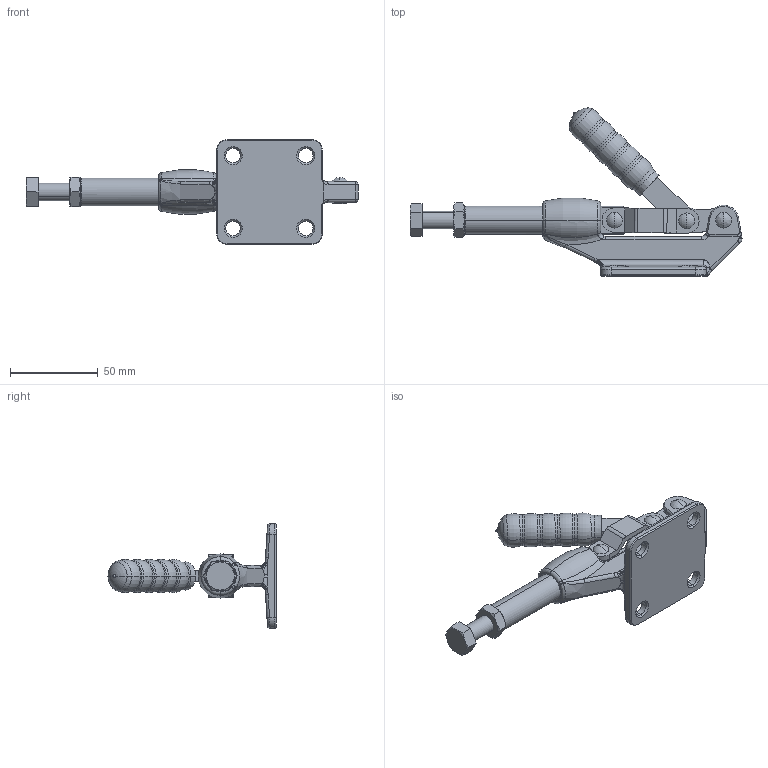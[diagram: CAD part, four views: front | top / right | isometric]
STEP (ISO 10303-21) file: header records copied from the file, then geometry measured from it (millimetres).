
FILE_DESCRIPTION (( 'STEP AP214' ), '1' );
FILE_NAME ('GH-304-EMSS(Â²¤Æ)-1.STEP', '2020-05-28T09:29:19', ( 'LinWei' ), ( '' ), 'SwSTEP 2.0', 'SolidWorks 2016', '' );
FILE_SCHEMA (( 'AUTOMOTIVE_DESIGN' ));
Length unit declared in the file: millimetre
Products named in the file (6): 4304EM 33-1^GH-304-EMSS(簡化)-1; Group5^GH-304-EMSS(簡化)-1; Group2^GH-304-EMSS(簡化)-1; Group1^GH-304-EMSS(簡化)-1; Group4^GH-304-EMSS(簡化)-1; GH-304-EMSS(簡化)-1
Assembly tree (5 placements, depth 2):
  GH-304-EMSS(簡化)-1
    Group4^GH-304-EMSS(簡化)-1
    Group1^GH-304-EMSS(簡化)-1
    Group2^GH-304-EMSS(簡化)-1
    Group5^GH-304-EMSS(簡化)-1
    4304EM 33-1^GH-304-EMSS(簡化)-1
Bounding box: 189.11 x 95.73 x 59.6 mm (x, y, z)
Volume: 83838.3 mm3; surface area: 36515.4 mm2
Topology: 4 solids, 6 shells, 371 faces, 883 edges, 533 vertices
Faces by surface type: cylinder 102, plane 83, torus 68, bspline 62, cone 42, sphere 14
Entity records: 14393 total; most frequent: CARTESIAN_POINT 5503, ORIENTED_EDGE 1754, DIRECTION 1739, EDGE_CURVE 877, AXIS2_PLACEMENT_3D 731, VERTEX_POINT 533, CIRCLE 413, EDGE_LOOP 408
